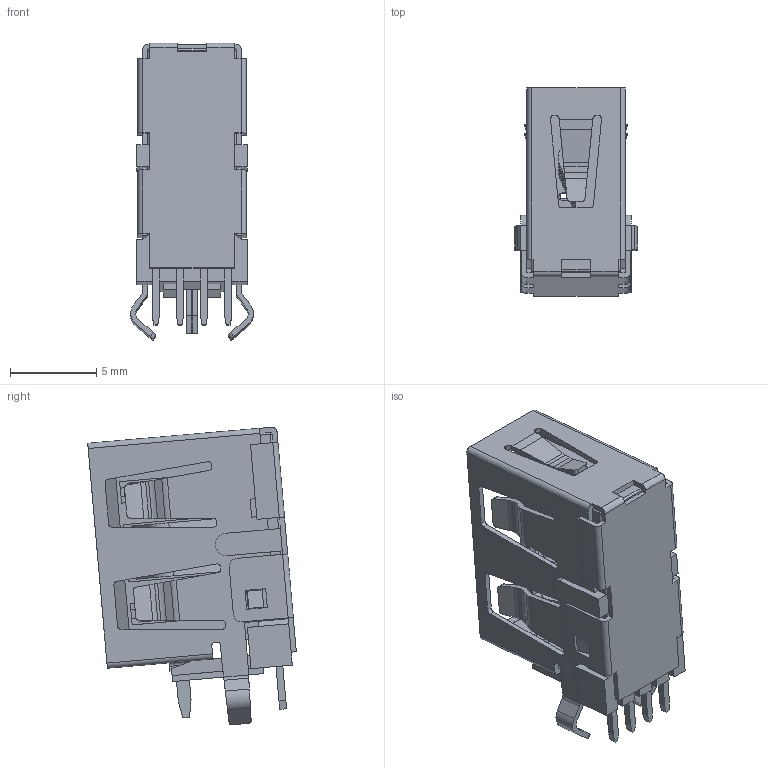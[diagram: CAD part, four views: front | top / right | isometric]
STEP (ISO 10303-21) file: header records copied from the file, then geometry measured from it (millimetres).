
FILE_DESCRIPTION(/* description */ (''),/* implementation_level */ '2;1');
FILE_NAME(/* name */ 'USB_A _Rotate_LCSC-C39450.step',/* time_stamp */ '2019-07-21T09:34:58-07:00',/* author */ (''),/* organization */ (''),/* preprocessor_version */ 'ST-DEVELOPER v18',/* originating_system */ 'Autodesk Translation Framework v8.2.0.1029',/* authorisation */ '');
FILE_SCHEMA (('AUTOMOTIVE_DESIGN { 1 0 10303 214 3 1 1 }'));
Length unit declared in the file: millimetre
Products named in the file (1): USB_A
Bounding box: 7.12 x 12.1 x 17.26 mm (x, y, z)
Volume: 342.7 mm3; surface area: 1676.7 mm2
Topology: 6 solids, 6 shells, 604 faces, 1763 edges, 1158 vertices
Faces by surface type: plane 443, cylinder 159, sphere 2
Entity records: 20540 total; most frequent: CARTESIAN_POINT 3524, ORIENTED_EDGE 3522, DIRECTION 3305, EDGE_CURVE 1761, LINE 1427, VECTOR 1427, VERTEX_POINT 1158, AXIS2_PLACEMENT_3D 939
